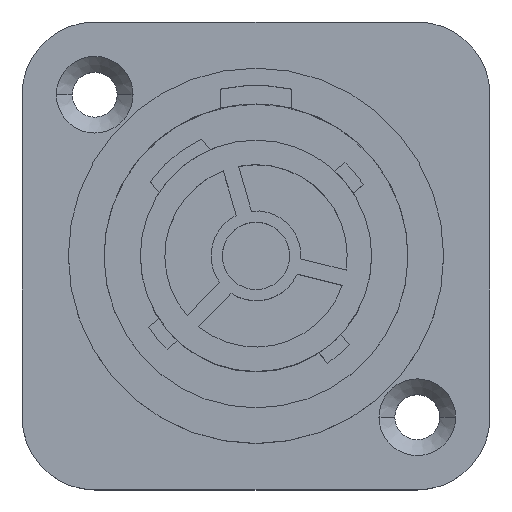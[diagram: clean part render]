
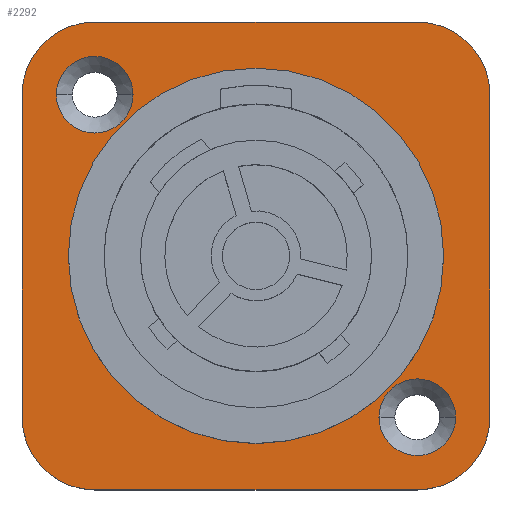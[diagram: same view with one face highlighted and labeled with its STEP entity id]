
A CAD part, top view. The second image highlights one B-rep face of the part: STEP entity #2292.
In plain terms, the highlighted planar face has unit normal (0, 0, 1).
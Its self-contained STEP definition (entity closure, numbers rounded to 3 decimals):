
#669=DIRECTION('',(0.,1.,0.));
#670=VECTOR('',#669,24.4);
#671=CARTESIAN_POINT('',(-17.7,-12.2,4.5));
#672=LINE('',#671,#670);
#673=CARTESIAN_POINT('',(-12.2,12.2,4.5));
#674=DIRECTION('',(0.,0.,1.));
#675=DIRECTION('',(0.,1.,0.));
#676=AXIS2_PLACEMENT_3D('',#673,#674,#675);
#678=DIRECTION('',(1.,0.,0.));
#679=VECTOR('',#678,24.4);
#680=CARTESIAN_POINT('',(-12.2,17.7,4.5));
#681=LINE('',#680,#679);
#682=CARTESIAN_POINT('',(12.2,12.2,4.5));
#683=DIRECTION('',(0.,0.,1.));
#684=DIRECTION('',(1.,0.,0.));
#685=AXIS2_PLACEMENT_3D('',#682,#683,#684);
#687=DIRECTION('',(0.,-1.,0.));
#688=VECTOR('',#687,24.4);
#689=CARTESIAN_POINT('',(17.7,12.2,4.5));
#690=LINE('',#689,#688);
#691=CARTESIAN_POINT('',(12.2,-12.2,4.5));
#692=DIRECTION('',(0.,0.,1.));
#693=DIRECTION('',(0.,-1.,0.));
#694=AXIS2_PLACEMENT_3D('',#691,#692,#693);
#696=DIRECTION('',(-1.,0.,0.));
#697=VECTOR('',#696,24.4);
#698=CARTESIAN_POINT('',(12.2,-17.7,4.5));
#699=LINE('',#698,#697);
#700=CARTESIAN_POINT('',(-12.2,-12.2,4.5));
#701=DIRECTION('',(0.,0.,1.));
#702=DIRECTION('',(-1.,0.,0.));
#703=AXIS2_PLACEMENT_3D('',#700,#701,#702);
#705=CARTESIAN_POINT('',(-12.2,12.2,4.5));
#706=DIRECTION('',(0.,0.,-1.));
#707=DIRECTION('',(1.,0.,0.));
#708=AXIS2_PLACEMENT_3D('',#705,#706,#707);
#710=CARTESIAN_POINT('',(-12.2,12.2,4.5));
#711=DIRECTION('',(0.,0.,-1.));
#712=DIRECTION('',(-1.,0.,0.));
#713=AXIS2_PLACEMENT_3D('',#710,#711,#712);
#715=CARTESIAN_POINT('',(12.2,-12.2,4.5));
#716=DIRECTION('',(0.,0.,-1.));
#717=DIRECTION('',(1.,0.,0.));
#718=AXIS2_PLACEMENT_3D('',#715,#716,#717);
#720=CARTESIAN_POINT('',(12.2,-12.2,4.5));
#721=DIRECTION('',(0.,0.,-1.));
#722=DIRECTION('',(-1.,0.,0.));
#723=AXIS2_PLACEMENT_3D('',#720,#721,#722);
#733=CARTESIAN_POINT('',(0.,0.,4.5));
#734=DIRECTION('',(0.,0.,1.));
#735=DIRECTION('',(0.,1.,0.));
#736=AXIS2_PLACEMENT_3D('',#733,#734,#735);
#738=CARTESIAN_POINT('',(0.,0.,4.5));
#739=DIRECTION('',(0.,0.,-1.));
#740=DIRECTION('',(0.,1.,0.));
#741=AXIS2_PLACEMENT_3D('',#738,#739,#740);
#1390=CARTESIAN_POINT('',(0.,14.2,4.5));
#1392=VERTEX_POINT('',#1390);
#1402=CARTESIAN_POINT('',(0.,-14.2,4.5));
#1404=VERTEX_POINT('',#1402);
#1432=CARTESIAN_POINT('',(-17.7,-12.2,4.5));
#1433=CARTESIAN_POINT('',(-17.7,12.2,4.5));
#1434=VERTEX_POINT('',#1432);
#1435=VERTEX_POINT('',#1433);
#1436=CARTESIAN_POINT('',(-12.2,17.7,4.5));
#1437=VERTEX_POINT('',#1436);
#1438=CARTESIAN_POINT('',(12.2,17.7,4.5));
#1439=VERTEX_POINT('',#1438);
#1440=CARTESIAN_POINT('',(17.7,12.2,4.5));
#1441=VERTEX_POINT('',#1440);
#1442=CARTESIAN_POINT('',(17.7,-12.2,4.5));
#1443=VERTEX_POINT('',#1442);
#1444=CARTESIAN_POINT('',(12.2,-17.7,4.5));
#1445=VERTEX_POINT('',#1444);
#1446=CARTESIAN_POINT('',(-12.2,-17.7,4.5));
#1447=VERTEX_POINT('',#1446);
#1456=CARTESIAN_POINT('',(-9.3,12.2,4.5));
#1457=CARTESIAN_POINT('',(-15.1,12.2,4.5));
#1458=VERTEX_POINT('',#1456);
#1459=VERTEX_POINT('',#1457);
#1464=CARTESIAN_POINT('',(15.1,-12.2,4.5));
#1465=CARTESIAN_POINT('',(9.3,-12.2,4.5));
#1466=VERTEX_POINT('',#1464);
#1467=VERTEX_POINT('',#1465);
#2259=CARTESIAN_POINT('',(0.,0.,4.5));
#2260=DIRECTION('',(0.,0.,-1.));
#2261=DIRECTION('',(0.,-1.,0.));
#2262=AXIS2_PLACEMENT_3D('',#2259,#2260,#2261);
#2263=PLANE('',#2262);
#2264=ORIENTED_EDGE('',*,*,#2155,.T.);
#2265=ORIENTED_EDGE('',*,*,#2170,.F.);
#2266=ORIENTED_EDGE('',*,*,#2184,.T.);
#2267=ORIENTED_EDGE('',*,*,#2198,.F.);
#2268=ORIENTED_EDGE('',*,*,#2212,.T.);
#2269=ORIENTED_EDGE('',*,*,#2226,.F.);
#2270=ORIENTED_EDGE('',*,*,#2240,.T.);
#2271=ORIENTED_EDGE('',*,*,#2253,.F.);
#2272=EDGE_LOOP('',(#2264,#2265,#2266,#2267,#2268,#2269,#2270,#2271));
#2273=FACE_OUTER_BOUND('',#2272,.F.);
#2275=ORIENTED_EDGE('',*,*,#2274,.T.);
#2277=ORIENTED_EDGE('',*,*,#2276,.F.);
#2278=EDGE_LOOP('',(#2275,#2277));
#2279=FACE_BOUND('',#2278,.F.);
#2281=ORIENTED_EDGE('',*,*,#2280,.F.);
#2283=ORIENTED_EDGE('',*,*,#2282,.F.);
#2284=EDGE_LOOP('',(#2281,#2283));
#2285=FACE_BOUND('',#2284,.F.);
#2287=ORIENTED_EDGE('',*,*,#2286,.F.);
#2289=ORIENTED_EDGE('',*,*,#2288,.F.);
#2290=EDGE_LOOP('',(#2287,#2289));
#2291=FACE_BOUND('',#2290,.F.);
#677=CIRCLE('',#676,5.5);
#686=CIRCLE('',#685,5.5);
#695=CIRCLE('',#694,5.5);
#704=CIRCLE('',#703,5.5);
#709=CIRCLE('',#708,2.9);
#714=CIRCLE('',#713,2.9);
#719=CIRCLE('',#718,2.9);
#724=CIRCLE('',#723,2.9);
#737=CIRCLE('',#736,14.2);
#742=CIRCLE('',#741,14.2);
#2155=EDGE_CURVE('',#1434,#1435,#672,.T.);
#2170=EDGE_CURVE('',#1437,#1435,#677,.T.);
#2184=EDGE_CURVE('',#1437,#1439,#681,.T.);
#2198=EDGE_CURVE('',#1441,#1439,#686,.T.);
#2212=EDGE_CURVE('',#1441,#1443,#690,.T.);
#2226=EDGE_CURVE('',#1445,#1443,#695,.T.);
#2240=EDGE_CURVE('',#1445,#1447,#699,.T.);
#2253=EDGE_CURVE('',#1434,#1447,#704,.T.);
#2274=EDGE_CURVE('',#1392,#1404,#737,.T.);
#2276=EDGE_CURVE('',#1392,#1404,#742,.T.);
#2280=EDGE_CURVE('',#1458,#1459,#709,.T.);
#2282=EDGE_CURVE('',#1459,#1458,#714,.T.);
#2286=EDGE_CURVE('',#1466,#1467,#719,.T.);
#2288=EDGE_CURVE('',#1467,#1466,#724,.T.);
#2292=ADVANCED_FACE('',(#2273,#2279,#2285,#2291),#2263,.F.);
